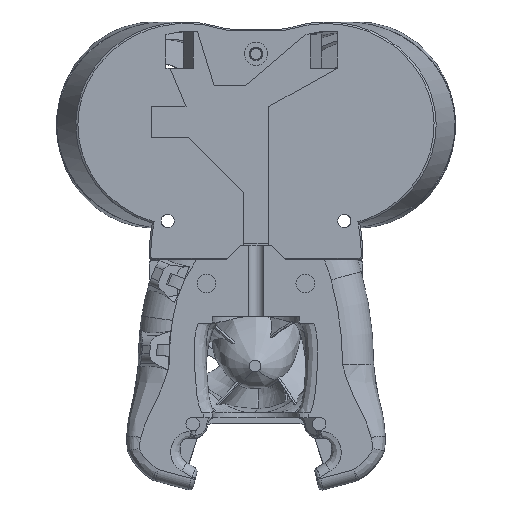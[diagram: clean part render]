
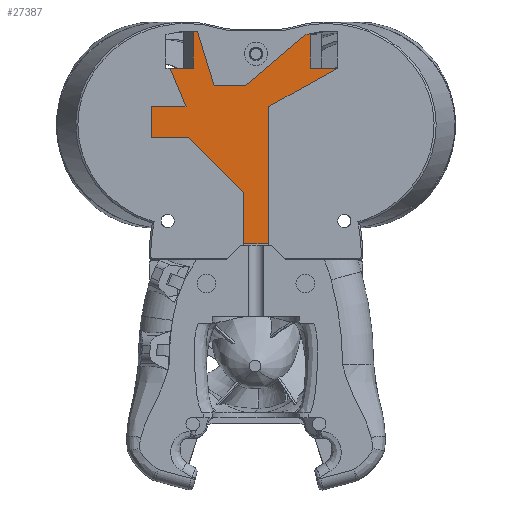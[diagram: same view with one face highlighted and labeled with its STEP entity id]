
A CAD part, left-side view. The second image highlights one B-rep face of the part: STEP entity #27387.
In plain terms, the highlighted planar face has unit normal (-1, 0, 0).
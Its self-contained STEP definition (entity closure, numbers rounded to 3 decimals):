
#121=ELLIPSE('',#29159,26.072,24.5);
#122=ELLIPSE('',#29160,26.072,24.5);
#123=ELLIPSE('',#29161,26.072,24.5);
#124=ELLIPSE('',#29162,26.072,24.5);
#1181=PLANE('',#29158);
#1980=FACE_OUTER_BOUND('',#3567,.T.);
#3567=EDGE_LOOP('',(#19250,#19251,#19252,#19253,#19254,#19255,#19256,#19257,
#19258,#19259,#19260,#19261,#19262,#19263,#19264,#19265,#19266,#19267,#19268,
#19269,#19270,#19271));
#5211=LINE('',#42600,#6758);
#5228=LINE('',#42634,#6775);
#5260=LINE('',#43157,#6807);
#5261=LINE('',#43159,#6808);
#5262=LINE('',#43161,#6809);
#5263=LINE('',#43163,#6810);
#5264=LINE('',#43165,#6811);
#5265=LINE('',#43171,#6812);
#5266=LINE('',#43173,#6813);
#5267=LINE('',#43175,#6814);
#5268=LINE('',#43181,#6815);
#5269=LINE('',#43183,#6816);
#5270=LINE('',#43185,#6817);
#5271=LINE('',#43187,#6818);
#5272=LINE('',#43189,#6819);
#5273=LINE('',#43191,#6820);
#5274=LINE('',#43193,#6821);
#5275=LINE('',#43194,#6822);
#6758=VECTOR('',#31158,10.);
#6775=VECTOR('',#31185,10.);
#6807=VECTOR('',#31249,10.);
#6808=VECTOR('',#31250,10.);
#6809=VECTOR('',#31251,10.);
#6810=VECTOR('',#31252,10.);
#6811=VECTOR('',#31253,10.);
#6812=VECTOR('',#31258,10.);
#6813=VECTOR('',#31259,10.);
#6814=VECTOR('',#31260,10.);
#6815=VECTOR('',#31265,10.);
#6816=VECTOR('',#31266,10.);
#6817=VECTOR('',#31267,10.);
#6818=VECTOR('',#31268,10.);
#6819=VECTOR('',#31269,10.);
#6820=VECTOR('',#31270,10.);
#6821=VECTOR('',#31271,10.);
#6822=VECTOR('',#31272,10.);
#11076=VERTEX_POINT('',#42597);
#11077=VERTEX_POINT('',#42599);
#11088=VERTEX_POINT('',#42631);
#11089=VERTEX_POINT('',#42633);
#11147=VERTEX_POINT('',#43158);
#11148=VERTEX_POINT('',#43160);
#11149=VERTEX_POINT('',#43162);
#11150=VERTEX_POINT('',#43164);
#11151=VERTEX_POINT('',#43166);
#11152=VERTEX_POINT('',#43168);
#11153=VERTEX_POINT('',#43170);
#11154=VERTEX_POINT('',#43172);
#11155=VERTEX_POINT('',#43174);
#11156=VERTEX_POINT('',#43176);
#11157=VERTEX_POINT('',#43178);
#11158=VERTEX_POINT('',#43180);
#11159=VERTEX_POINT('',#43182);
#11160=VERTEX_POINT('',#43184);
#11161=VERTEX_POINT('',#43186);
#11162=VERTEX_POINT('',#43188);
#11163=VERTEX_POINT('',#43190);
#11164=VERTEX_POINT('',#43192);
#14172=EDGE_CURVE('',#11077,#11076,#5211,.T.);
#14189=EDGE_CURVE('',#11088,#11089,#5228,.T.);
#14256=EDGE_CURVE('',#11088,#11077,#5260,.T.);
#14257=EDGE_CURVE('',#11147,#11076,#5261,.T.);
#14258=EDGE_CURVE('',#11148,#11147,#5262,.T.);
#14259=EDGE_CURVE('',#11149,#11148,#5263,.T.);
#14260=EDGE_CURVE('',#11150,#11149,#5264,.T.);
#14261=EDGE_CURVE('',#11151,#11150,#121,.T.);
#14262=EDGE_CURVE('',#11152,#11151,#122,.T.);
#14263=EDGE_CURVE('',#11153,#11152,#5265,.T.);
#14264=EDGE_CURVE('',#11154,#11153,#5266,.T.);
#14265=EDGE_CURVE('',#11155,#11154,#5267,.T.);
#14266=EDGE_CURVE('',#11156,#11155,#123,.T.);
#14267=EDGE_CURVE('',#11157,#11156,#124,.T.);
#14268=EDGE_CURVE('',#11158,#11157,#5268,.T.);
#14269=EDGE_CURVE('',#11159,#11158,#5269,.T.);
#14270=EDGE_CURVE('',#11160,#11159,#5270,.T.);
#14271=EDGE_CURVE('',#11161,#11160,#5271,.T.);
#14272=EDGE_CURVE('',#11162,#11161,#5272,.T.);
#14273=EDGE_CURVE('',#11163,#11162,#5273,.T.);
#14274=EDGE_CURVE('',#11164,#11163,#5274,.T.);
#14275=EDGE_CURVE('',#11089,#11164,#5275,.T.);
#19250=ORIENTED_EDGE('',*,*,#14256,.T.);
#19251=ORIENTED_EDGE('',*,*,#14172,.T.);
#19252=ORIENTED_EDGE('',*,*,#14257,.F.);
#19253=ORIENTED_EDGE('',*,*,#14258,.F.);
#19254=ORIENTED_EDGE('',*,*,#14259,.F.);
#19255=ORIENTED_EDGE('',*,*,#14260,.F.);
#19256=ORIENTED_EDGE('',*,*,#14261,.F.);
#19257=ORIENTED_EDGE('',*,*,#14262,.F.);
#19258=ORIENTED_EDGE('',*,*,#14263,.F.);
#19259=ORIENTED_EDGE('',*,*,#14264,.F.);
#19260=ORIENTED_EDGE('',*,*,#14265,.F.);
#19261=ORIENTED_EDGE('',*,*,#14266,.F.);
#19262=ORIENTED_EDGE('',*,*,#14267,.F.);
#19263=ORIENTED_EDGE('',*,*,#14268,.F.);
#19264=ORIENTED_EDGE('',*,*,#14269,.F.);
#19265=ORIENTED_EDGE('',*,*,#14270,.F.);
#19266=ORIENTED_EDGE('',*,*,#14271,.F.);
#19267=ORIENTED_EDGE('',*,*,#14272,.F.);
#19268=ORIENTED_EDGE('',*,*,#14273,.F.);
#19269=ORIENTED_EDGE('',*,*,#14274,.F.);
#19270=ORIENTED_EDGE('',*,*,#14275,.F.);
#19271=ORIENTED_EDGE('',*,*,#14189,.F.);
#27387=ADVANCED_FACE('',(#1980),#1181,.T.);
#29158=AXIS2_PLACEMENT_3D('',#43156,#31247,#31248);
#29159=AXIS2_PLACEMENT_3D('',#43167,#31254,#31255);
#29160=AXIS2_PLACEMENT_3D('',#43169,#31256,#31257);
#29161=AXIS2_PLACEMENT_3D('',#43177,#31261,#31262);
#29162=AXIS2_PLACEMENT_3D('',#43179,#31263,#31264);
#31158=DIRECTION('',(0.,0.,-1.));
#31185=DIRECTION('',(0.,0.,1.));
#31247=DIRECTION('center_axis',(-1.,0.,0.));
#31248=DIRECTION('ref_axis',(0.,-1.,0.));
#31249=DIRECTION('',(0.,-1.,0.));
#31250=DIRECTION('',(0.,0.005,-1.));
#31251=DIRECTION('',(0.,0.873,-0.487));
#31252=DIRECTION('',(0.,-1.,0.));
#31253=DIRECTION('',(0.,0.,-1.));
#31254=DIRECTION('center_axis',(-1.,0.,0.));
#31255=DIRECTION('ref_axis',(0.,1.,0.));
#31256=DIRECTION('center_axis',(1.,0.,0.));
#31257=DIRECTION('ref_axis',(0.,1.,0.));
#31258=DIRECTION('',(0.,-0.764,0.645));
#31259=DIRECTION('',(0.,-1.,0.));
#31260=DIRECTION('',(0.,-0.293,-0.956));
#31261=DIRECTION('center_axis',(1.,0.,0.));
#31262=DIRECTION('ref_axis',(0.,1.,0.));
#31263=DIRECTION('center_axis',(-1.,0.,0.));
#31264=DIRECTION('ref_axis',(0.,1.,0.));
#31265=DIRECTION('',(0.,0.,1.));
#31266=DIRECTION('',(0.,-1.,0.));
#31267=DIRECTION('',(0.,0.384,0.923));
#31268=DIRECTION('',(0.,-1.,0.));
#31269=DIRECTION('',(0.,-1.,0.));
#31270=DIRECTION('',(0.,0.,1.));
#31271=DIRECTION('',(0.,1.,0.));
#31272=DIRECTION('',(0.,0.707,0.707));
#42597=CARTESIAN_POINT('',(51.2,-3.1,62.654));
#42599=CARTESIAN_POINT('',(51.2,-3.1,63.654));
#42600=CARTESIAN_POINT('',(51.2,-3.1,77.087));
#42631=CARTESIAN_POINT('',(51.2,3.1,63.654));
#42633=CARTESIAN_POINT('',(51.2,3.1,76.765));
#42634=CARTESIAN_POINT('',(51.2,3.1,62.878));
#43156=CARTESIAN_POINT('Origin',(51.2,3.019,90.52));
#43157=CARTESIAN_POINT('',(51.2,3.06,63.654));
#43158=CARTESIAN_POINT('',(51.2,-3.298,99.));
#43159=CARTESIAN_POINT('',(51.2,-3.298,99.));
#43160=CARTESIAN_POINT('',(51.2,-20.962,108.854));
#43161=CARTESIAN_POINT('',(51.2,-20.962,108.854));
#43162=CARTESIAN_POINT('',(51.2,-13.951,108.854));
#43163=CARTESIAN_POINT('',(51.2,-6.856,108.854));
#43164=CARTESIAN_POINT('',(51.2,-13.951,117.555));
#43165=CARTESIAN_POINT('',(51.2,-13.951,104.038));
#43166=CARTESIAN_POINT('',(51.2,-20.141,118.382));
#43167=CARTESIAN_POINT('Origin',(51.2,-20.687,93.887));
#43168=CARTESIAN_POINT('',(51.2,-12.859,117.555));
#43169=CARTESIAN_POINT('Origin',(51.2,-19.596,93.887));
#43170=CARTESIAN_POINT('',(51.2,2.772,104.367));
#43171=CARTESIAN_POINT('',(51.2,9.134,99.));
#43172=CARTESIAN_POINT('',(51.2,10.781,104.367));
#43173=CARTESIAN_POINT('',(51.2,10.781,104.367));
#43174=CARTESIAN_POINT('',(51.2,15.073,118.353));
#43175=CARTESIAN_POINT('',(51.2,15.073,118.353));
#43176=CARTESIAN_POINT('',(51.2,16.985,118.382));
#43177=CARTESIAN_POINT('Origin',(51.2,16.439,93.887));
#43178=CARTESIAN_POINT('',(51.2,16.164,118.353));
#43179=CARTESIAN_POINT('Origin',(51.2,17.531,93.887));
#43180=CARTESIAN_POINT('',(51.2,16.164,108.854));
#43181=CARTESIAN_POINT('',(51.2,16.164,99.687));
#43182=CARTESIAN_POINT('',(51.2,22.1,108.854));
#43183=CARTESIAN_POINT('',(51.2,14.43,108.854));
#43184=CARTESIAN_POINT('',(51.2,18.,99.));
#43185=CARTESIAN_POINT('',(51.2,22.1,108.854));
#43186=CARTESIAN_POINT('',(51.2,22.1,99.));
#43187=CARTESIAN_POINT('',(51.2,18.,99.));
#43188=CARTESIAN_POINT('',(51.2,27.,99.));
#43189=CARTESIAN_POINT('',(51.2,22.1,99.));
#43190=CARTESIAN_POINT('',(51.2,27.,91.));
#43191=CARTESIAN_POINT('',(51.2,27.,99.));
#43192=CARTESIAN_POINT('',(51.2,17.336,91.));
#43193=CARTESIAN_POINT('',(51.2,27.,91.));
#43194=CARTESIAN_POINT('',(51.2,17.336,91.));
